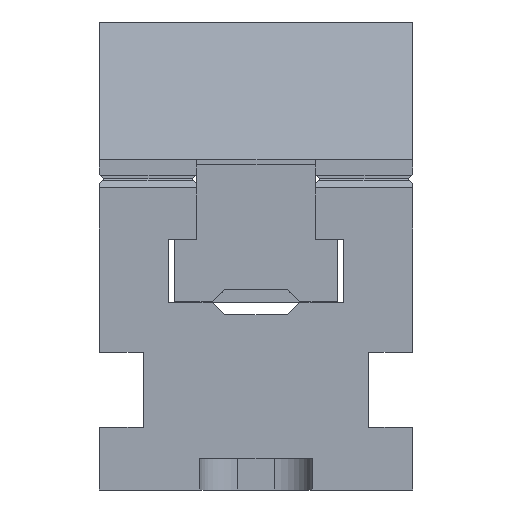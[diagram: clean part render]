
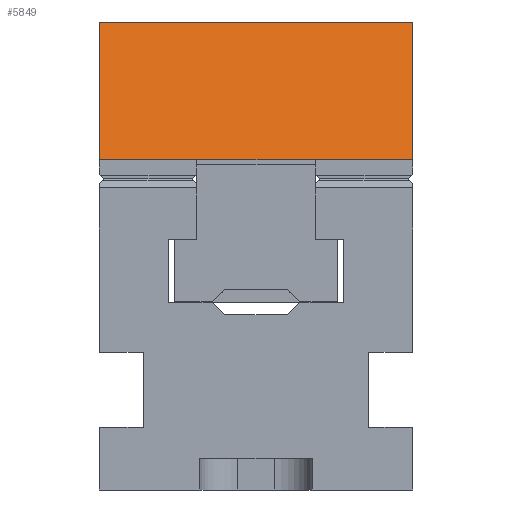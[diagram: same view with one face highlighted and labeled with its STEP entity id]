
A CAD part, front view. The second image highlights one B-rep face of the part: STEP entity #5849.
In plain terms, the highlighted face is planar.
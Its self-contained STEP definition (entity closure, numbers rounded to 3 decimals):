
#5849 = ADVANCED_FACE( '', ( #12360 ), #12361, .T. );
#12360 = FACE_OUTER_BOUND( '', #19542, .T. );
#12361 = PLANE( '', #19543 );
#19542 = EDGE_LOOP( '', ( #37880, #37881, #37882, #37883, #37884, #37885, #37886, #37887 ) );
#19543 = AXIS2_PLACEMENT_3D( '', #37888, #37889, #37890 );
#37880 = ORIENTED_EDGE( '', *, *, #51879, .F. );
#37881 = ORIENTED_EDGE( '', *, *, #52057, .T. );
#37882 = ORIENTED_EDGE( '', *, *, #49037, .F. );
#37883 = ORIENTED_EDGE( '', *, *, #47224, .F. );
#37884 = ORIENTED_EDGE( '', *, *, #50244, .T. );
#37885 = ORIENTED_EDGE( '', *, *, #49830, .T. );
#37886 = ORIENTED_EDGE( '', *, *, #47249, .F. );
#37887 = ORIENTED_EDGE( '', *, *, #52058, .F. );
#37888 = CARTESIAN_POINT( '', ( 25., 19.1, 12.5 ) );
#37889 = DIRECTION( '', ( 0., 0.966, 0.259 ) );
#37890 = DIRECTION( '', ( 0., -0.259, 0.966 ) );
#47224 = EDGE_CURVE( '', #58483, #58485, #58486, .T. );
#47249 = EDGE_CURVE( '', #58526, #58528, #58529, .T. );
#49037 = EDGE_CURVE( '', #58485, #61344, #61345, .T. );
#49830 = EDGE_CURVE( '', #62582, #58528, #62589, .T. );
#50244 = EDGE_CURVE( '', #58483, #62582, #63129, .T. );
#51879 = EDGE_CURVE( '', #65222, #65224, #65225, .T. );
#52057 = EDGE_CURVE( '', #65222, #61344, #65429, .T. );
#52058 = EDGE_CURVE( '', #65224, #58526, #65430, .T. );
#58483 = VERTEX_POINT( '', #74472 );
#58485 = VERTEX_POINT( '', #74475 );
#58486 = LINE( '', #74476, #74477 );
#58526 = VERTEX_POINT( '', #74535 );
#58528 = VERTEX_POINT( '', #74538 );
#58529 = LINE( '', #74539, #74540 );
#61344 = VERTEX_POINT( '', #78896 );
#61345 = LINE( '', #78897, #78898 );
#62582 = VERTEX_POINT( '', #80814 );
#62589 = LINE( '', #80825, #80826 );
#63129 = LINE( '', #81671, #81672 );
#65222 = VERTEX_POINT( '', #84865 );
#65224 = VERTEX_POINT( '', #84868 );
#65225 = LINE( '', #84869, #84870 );
#65429 = LINE( '', #85177, #85178 );
#65430 = LINE( '', #85179, #85180 );
#74472 = CARTESIAN_POINT( '', ( 25., 19.1, 12.5 ) );
#74475 = CARTESIAN_POINT( '', ( -25., 19.1, 12.5 ) );
#74476 = CARTESIAN_POINT( '', ( 25., 19.1, 12.5 ) );
#74477 = VECTOR( '', #89691, 1000. );
#74535 = CARTESIAN_POINT( '', ( 9.5, 24.995, -9.5 ) );
#74538 = CARTESIAN_POINT( '', ( 9.5, 25., -9.519 ) );
#74539 = CARTESIAN_POINT( '', ( 9.5, 19.1, 12.5 ) );
#74540 = VECTOR( '', #89711, 1000. );
#78896 = CARTESIAN_POINT( '', ( -25., 25., -9.519 ) );
#78897 = CARTESIAN_POINT( '', ( -25., 19.1, 12.5 ) );
#78898 = VECTOR( '', #91253, 1000. );
#80814 = CARTESIAN_POINT( '', ( 25., 25., -9.519 ) );
#80825 = CARTESIAN_POINT( '', ( 25., 25., -9.519 ) );
#80826 = VECTOR( '', #92024, 1000. );
#81671 = CARTESIAN_POINT( '', ( 25., 19.1, 12.5 ) );
#81672 = VECTOR( '', #92320, 1000. );
#84865 = CARTESIAN_POINT( '', ( -9.5, 25., -9.519 ) );
#84868 = CARTESIAN_POINT( '', ( -9.5, 24.995, -9.5 ) );
#84869 = CARTESIAN_POINT( '', ( -9.5, 19.1, 12.5 ) );
#84870 = VECTOR( '', #93481, 1000. );
#85177 = CARTESIAN_POINT( '', ( 25., 25., -9.519 ) );
#85178 = VECTOR( '', #93591, 1000. );
#85179 = CARTESIAN_POINT( '', ( 25., 24.995, -9.5 ) );
#85180 = VECTOR( '', #93592, 1000. );
#89691 = DIRECTION( '', ( -1., 0., 0. ) );
#89711 = DIRECTION( '', ( 0., 0.259, -0.966 ) );
#91253 = DIRECTION( '', ( 0., 0.259, -0.966 ) );
#92024 = DIRECTION( '', ( -1., 0., 0. ) );
#92320 = DIRECTION( '', ( 0., 0.259, -0.966 ) );
#93481 = DIRECTION( '', ( 0., -0.259, 0.966 ) );
#93591 = DIRECTION( '', ( -1., 0., 0. ) );
#93592 = DIRECTION( '', ( 1., 0., 0. ) );
